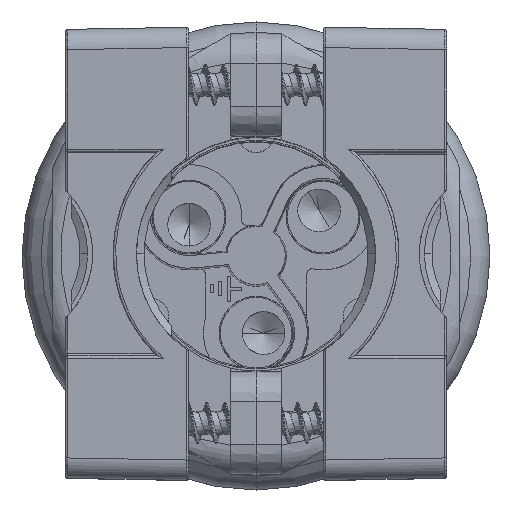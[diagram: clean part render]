
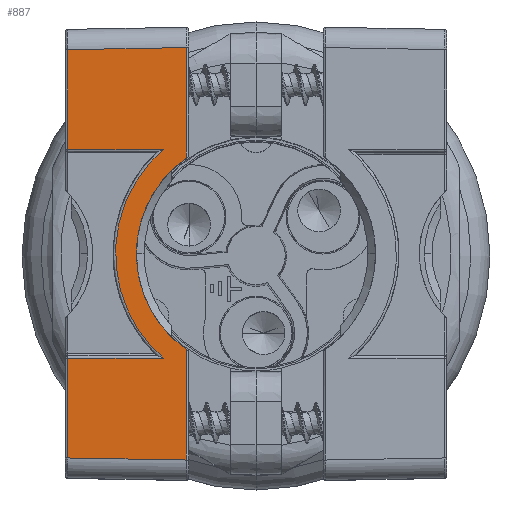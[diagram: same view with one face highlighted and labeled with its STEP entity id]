
A CAD part, top view. The second image highlights one B-rep face of the part: STEP entity #887.
In plain terms, the highlighted planar face has unit normal (-0.018, 0, 1).
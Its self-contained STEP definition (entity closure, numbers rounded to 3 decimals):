
#887=ADVANCED_FACE('',(#3040),#3041,.T.);
#3040=FACE_OUTER_BOUND('',#14055,.T.);
#3041=PLANE('',#14056);
#14055=EDGE_LOOP('',(#34169,#34170,#34171,#34172,#34173,#34174,#34175,#34176,#34177,#34178));
#14056=AXIS2_PLACEMENT_3D('',#34179,#34180,#34181);
#34169=ORIENTED_EDGE('',*,*,#39372,.T.);
#34170=ORIENTED_EDGE('',*,*,#39415,.F.);
#34171=ORIENTED_EDGE('',*,*,#39416,.F.);
#34172=ORIENTED_EDGE('',*,*,#39417,.F.);
#34173=ORIENTED_EDGE('',*,*,#39418,.T.);
#34174=ORIENTED_EDGE('',*,*,#39419,.T.);
#34175=ORIENTED_EDGE('',*,*,#39420,.T.);
#34176=ORIENTED_EDGE('',*,*,#39421,.F.);
#34177=ORIENTED_EDGE('',*,*,#39422,.T.);
#34178=ORIENTED_EDGE('',*,*,#39386,.F.);
#34179=CARTESIAN_POINT('',(-6.6,-23.882,36.65));
#34180=DIRECTION('',(-0.017,0.0,1.));
#34181=DIRECTION('',(0.0,1.0,0.0));
#39372=EDGE_CURVE('',#44003,#44001,#44004,.T.);
#39386=EDGE_CURVE('',#44003,#44024,#44025,.T.);
#39415=EDGE_CURVE('',#44071,#44001,#44073,.T.);
#39416=EDGE_CURVE('',#44074,#44071,#44075,.T.);
#39417=EDGE_CURVE('',#44076,#44074,#44077,.T.);
#39418=EDGE_CURVE('',#44076,#44078,#44079,.T.);
#39419=EDGE_CURVE('',#44078,#44080,#44081,.T.);
#39420=EDGE_CURVE('',#44080,#44082,#44083,.T.);
#39421=EDGE_CURVE('',#44084,#44082,#44085,.T.);
#39422=EDGE_CURVE('',#44084,#44024,#44086,.T.);
#44001=VERTEX_POINT('',#57505);
#44003=VERTEX_POINT('',#57516);
#44004=B_SPLINE_CURVE_WITH_KNOTS('',3,(#57517,#57518,#57519,#57520,#57521,#57522,#57523,#57524,#57525,#57526,#57527,#57528,#57529,#57530,#57531,#57532,#57533,#57534,#57535,#57536,#57537,#57538,#57539,#57540,#57541,#57542,#57543),.UNSPECIFIED.,.F.,.F.,(4,1,1,1,1,1,1,1,1,1,1,1,1,1,1,1,1,1,1,1,1,1,1,1,4),(0.0,0.016,0.031,0.063,0.094,0.125,0.156,0.188,0.25,0.313,0.375,0.438,0.5,0.563,0.625,0.688,0.75,0.813,0.844,0.875,0.906,0.938,0.969,0.984,1.0),.UNSPECIFIED.);
#44024=VERTEX_POINT('',#57578);
#44025=LINE('',#57579,#57580);
#44071=VERTEX_POINT('',#57738);
#44073=LINE('',#57740,#57741);
#44074=VERTEX_POINT('',#57742);
#44075=LINE('',#57743,#57744);
#44076=VERTEX_POINT('',#57745);
#44077=LINE('',#57746,#57747);
#44078=VERTEX_POINT('',#57748);
#44079=LINE('',#57749,#57750);
#44080=VERTEX_POINT('',#57751);
#44081=B_SPLINE_CURVE_WITH_KNOTS('',3,(#57752,#57753,#57754,#57755,#57756,#57757,#57758,#57759,#57760,#57761,#57762,#57763,#57764,#57765,#57766,#57767,#57768,#57769,#57770,#57771,#57772),.UNSPECIFIED.,.F.,.F.,(4,1,1,1,1,1,1,1,1,1,1,1,1,1,1,1,1,1,4),(0.0,0.056,0.111,0.167,0.222,0.278,0.333,0.389,0.444,0.5,0.556,0.611,0.667,0.722,0.778,0.833,0.889,0.944,1.0),.UNSPECIFIED.);
#44082=VERTEX_POINT('',#57773);
#44083=LINE('',#57774,#57775);
#44084=VERTEX_POINT('',#57776);
#44085=LINE('',#57777,#57778);
#44086=LINE('',#57779,#57780);
#57505=CARTESIAN_POINT('',(-6.854,9.414,36.646));
#57516=CARTESIAN_POINT('',(-6.854,-9.414,36.646));
#57517=CARTESIAN_POINT('',(-6.854,-9.414,36.646));
#57518=CARTESIAN_POINT('',(-6.994,-9.316,36.643));
#57519=CARTESIAN_POINT('',(-7.261,-9.12,36.638));
#57520=CARTESIAN_POINT('',(-7.749,-8.728,36.63));
#57521=CARTESIAN_POINT('',(-8.289,-8.238,36.621));
#57522=CARTESIAN_POINT('',(-8.849,-7.649,36.611));
#57523=CARTESIAN_POINT('',(-9.337,-7.061,36.602));
#57524=CARTESIAN_POINT('',(-9.765,-6.472,36.595));
#57525=CARTESIAN_POINT('',(-10.263,-5.688,36.586));
#57526=CARTESIAN_POINT('',(-10.769,-4.707,36.577));
#57527=CARTESIAN_POINT('',(-11.218,-3.53,36.569));
#57528=CARTESIAN_POINT('',(-11.528,-2.354,36.564));
#57529=CARTESIAN_POINT('',(-11.71,-1.177,36.561));
#57530=CARTESIAN_POINT('',(-11.77,0.0,36.56));
#57531=CARTESIAN_POINT('',(-11.71,1.177,36.561));
#57532=CARTESIAN_POINT('',(-11.528,2.354,36.564));
#57533=CARTESIAN_POINT('',(-11.218,3.53,36.569));
#57534=CARTESIAN_POINT('',(-10.769,4.707,36.577));
#57535=CARTESIAN_POINT('',(-10.263,5.688,36.586));
#57536=CARTESIAN_POINT('',(-9.765,6.472,36.595));
#57537=CARTESIAN_POINT('',(-9.337,7.061,36.602));
#57538=CARTESIAN_POINT('',(-8.849,7.649,36.611));
#57539=CARTESIAN_POINT('',(-8.289,8.238,36.621));
#57540=CARTESIAN_POINT('',(-7.749,8.728,36.63));
#57541=CARTESIAN_POINT('',(-7.261,9.12,36.638));
#57542=CARTESIAN_POINT('',(-6.994,9.316,36.643));
#57543=CARTESIAN_POINT('',(-6.854,9.414,36.646));
#57578=CARTESIAN_POINT('',(-6.854,-20.271,36.646));
#57579=CARTESIAN_POINT('',(-6.854,-9.414,36.646));
#57580=VECTOR('',#70853,10.856);
#57738=CARTESIAN_POINT('',(-6.854,20.271,36.646));
#57740=CARTESIAN_POINT('',(-6.854,20.271,36.646));
#57741=VECTOR('',#70887,10.856);
#57742=CARTESIAN_POINT('',(-18.504,20.068,36.442));
#57743=CARTESIAN_POINT('',(-18.504,20.068,36.442));
#57744=VECTOR('',#70888,11.654);
#57745=CARTESIAN_POINT('',(-18.504,10.25,36.442));
#57746=CARTESIAN_POINT('',(-18.504,10.25,36.442));
#57747=VECTOR('',#70889,9.818);
#57748=CARTESIAN_POINT('',(-9.117,10.25,36.606));
#57749=CARTESIAN_POINT('',(-18.504,10.25,36.442));
#57750=VECTOR('',#70890,9.389);
#57751=CARTESIAN_POINT('',(-9.117,-10.25,36.606));
#57752=CARTESIAN_POINT('',(-9.117,10.25,36.606));
#57753=CARTESIAN_POINT('',(-9.443,9.968,36.6));
#57754=CARTESIAN_POINT('',(-10.066,9.375,36.589));
#57755=CARTESIAN_POINT('',(-10.915,8.397,36.575));
#57756=CARTESIAN_POINT('',(-11.666,7.344,36.562));
#57757=CARTESIAN_POINT('',(-12.313,6.224,36.55));
#57758=CARTESIAN_POINT('',(-12.851,5.048,36.541));
#57759=CARTESIAN_POINT('',(-13.274,3.827,36.534));
#57760=CARTESIAN_POINT('',(-13.579,2.57,36.528));
#57761=CARTESIAN_POINT('',(-13.763,1.291,36.525));
#57762=CARTESIAN_POINT('',(-13.825,0.,36.524));
#57763=CARTESIAN_POINT('',(-13.763,-1.291,36.525));
#57764=CARTESIAN_POINT('',(-13.579,-2.57,36.528));
#57765=CARTESIAN_POINT('',(-13.274,-3.827,36.534));
#57766=CARTESIAN_POINT('',(-12.851,-5.048,36.541));
#57767=CARTESIAN_POINT('',(-12.313,-6.224,36.55));
#57768=CARTESIAN_POINT('',(-11.666,-7.344,36.562));
#57769=CARTESIAN_POINT('',(-10.915,-8.397,36.575));
#57770=CARTESIAN_POINT('',(-10.066,-9.375,36.589));
#57771=CARTESIAN_POINT('',(-9.443,-9.968,36.6));
#57772=CARTESIAN_POINT('',(-9.117,-10.25,36.606));
#57773=CARTESIAN_POINT('',(-18.504,-10.25,36.442));
#57774=CARTESIAN_POINT('',(-9.117,-10.25,36.606));
#57775=VECTOR('',#70891,9.389);
#57776=CARTESIAN_POINT('',(-18.504,-20.068,36.442));
#57777=CARTESIAN_POINT('',(-18.504,-20.068,36.442));
#57778=VECTOR('',#70892,9.818);
#57779=CARTESIAN_POINT('',(-18.504,-20.068,36.442));
#57780=VECTOR('',#70893,11.654);
#70853=DIRECTION('',(0.,-1.0,0.));
#70887=DIRECTION('',(0.,-1.0,0.));
#70888=DIRECTION('',(1.,0.017,0.017));
#70889=DIRECTION('',(0.,1.0,0.));
#70890=DIRECTION('',(1.,0.,0.017));
#70891=DIRECTION('',(-1.,0.,-0.017));
#70892=DIRECTION('',(0.,1.0,0.));
#70893=DIRECTION('',(1.,-0.017,0.017));
